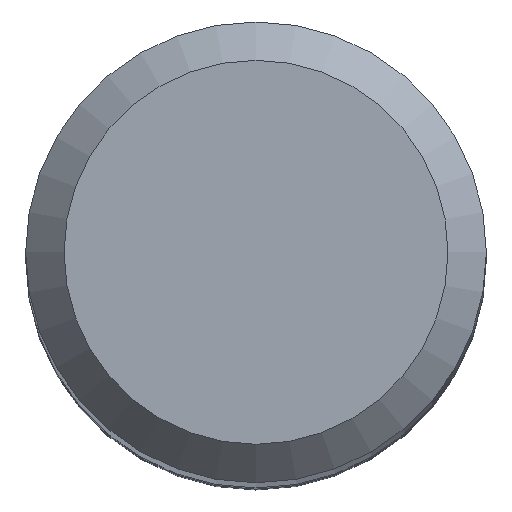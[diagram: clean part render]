
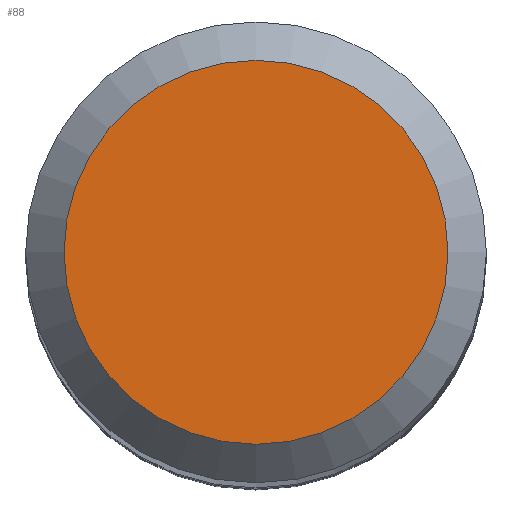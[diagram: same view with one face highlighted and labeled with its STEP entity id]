
A CAD part, top view. The second image highlights one B-rep face of the part: STEP entity #88.
In plain terms, the highlighted planar face has unit normal (0, 0, 1).
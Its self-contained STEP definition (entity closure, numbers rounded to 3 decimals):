
#88=ADVANCED_FACE('',(#102),#96,.T.);
#96=PLANE('',#227);
#102=FACE_OUTER_BOUND('',#120,.T.);
#120=EDGE_LOOP('',(#142));
#142=ORIENTED_EDGE('',*,*,#167,.T.);
#156=VERTEX_POINT('',#347);
#167=EDGE_CURVE('',#156,#156,#178,.T.);
#178=CIRCLE('',#226,2.5);
#226=AXIS2_PLACEMENT_3D('',#346,#275,#276);
#227=AXIS2_PLACEMENT_3D('',#348,#277,#278);
#275=DIRECTION('',(0.,0.,1.));
#276=DIRECTION('',(1.,0.,0.));
#277=DIRECTION('',(0.,0.,1.));
#278=DIRECTION('',(-1.,0.,0.));
#346=CARTESIAN_POINT('',(0.,0.,36.));
#347=CARTESIAN_POINT('',(2.5,0.,36.));
#348=CARTESIAN_POINT('',(0.,0.,36.));
